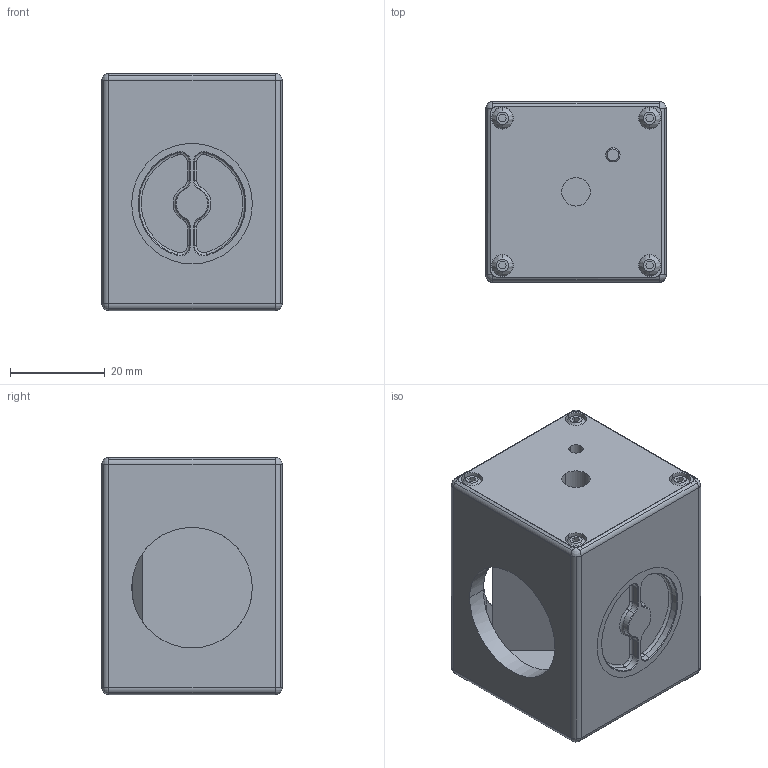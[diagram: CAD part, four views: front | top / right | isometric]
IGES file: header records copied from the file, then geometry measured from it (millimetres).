
Start section: SolidWorks IGES file using analytic representation for surfaces
Global section: file name: 49684.igs; native system: SolidWorks 2011; preprocessor: SolidWorks 2011; author: BillB; date: 130703.100734; units: millimetre
Bounding box: 38 x 38 x 50 mm (x, y, z)
Volume: 33384.9 mm3; surface area: 23565.8 mm2
Topology: 12 solids, 12 shells, 350 faces, 849 edges, 540 vertices
Faces by surface type: revolution 210, plane 140
